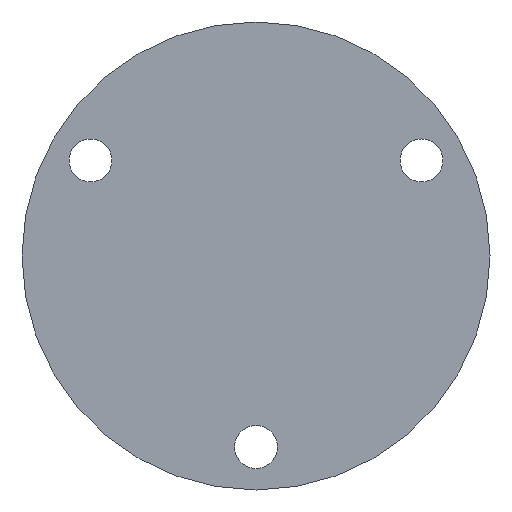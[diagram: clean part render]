
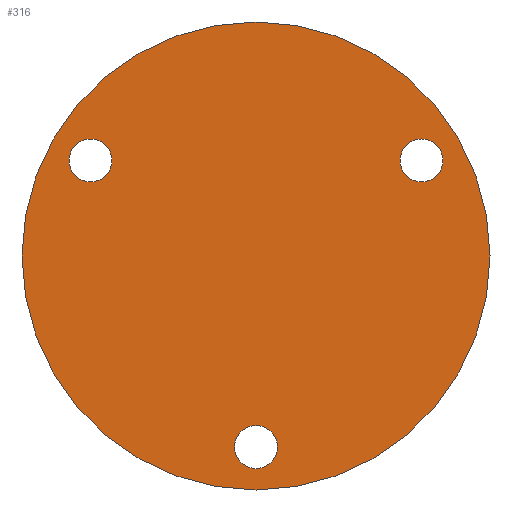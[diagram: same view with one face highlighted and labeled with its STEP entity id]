
A CAD part, front view. The second image highlights one B-rep face of the part: STEP entity #316.
In plain terms, the highlighted planar face has unit normal (0, -1, 0).
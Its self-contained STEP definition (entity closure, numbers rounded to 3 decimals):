
#3 = EDGE_CURVE ( 'NONE', #173, #206, #168, .T. ) ;
#5 = CARTESIAN_POINT ( 'NONE',  ( 42.435, 0., 30. ) ) ;
#6 = DIRECTION ( 'NONE',  ( 0., 0., 1. ) ) ;
#12 = AXIS2_PLACEMENT_3D ( 'NONE', #238, #323, #390 ) ;
#23 = VERTEX_POINT ( 'NONE', #5 ) ;
#26 = EDGE_LOOP ( 'NONE', ( #211, #297 ) ) ;
#35 = CARTESIAN_POINT ( 'NONE',  ( 0., 0., 0. ) ) ;
#38 = EDGE_CURVE ( 'NONE', #387, #299, #135, .T. ) ;
#39 = DIRECTION ( 'NONE',  ( 0., 0., 1. ) ) ;
#51 = VERTEX_POINT ( 'NONE', #279 ) ;
#52 = CARTESIAN_POINT ( 'NONE',  ( 0., 0., -54.5 ) ) ;
#53 = ORIENTED_EDGE ( 'NONE', *, *, #66, .T. ) ;
#54 = CARTESIAN_POINT ( 'NONE',  ( 0., 0., 0. ) ) ;
#66 = EDGE_CURVE ( 'NONE', #23, #51, #321, .T. ) ;
#74 = EDGE_CURVE ( 'NONE', #299, #387, #235, .T. ) ;
#77 = CIRCLE ( 'NONE', #385, 60. ) ;
#78 = FACE_BOUND ( 'NONE', #328, .T. ) ;
#79 = EDGE_LOOP ( 'NONE', ( #98, #391 ) ) ;
#80 = EDGE_LOOP ( 'NONE', ( #239, #326 ) ) ;
#95 = DIRECTION ( 'NONE',  ( 0., 0., 1. ) ) ;
#97 = AXIS2_PLACEMENT_3D ( 'NONE', #337, #335, #95 ) ;
#98 = ORIENTED_EDGE ( 'NONE', *, *, #38, .T. ) ;
#99 = DIRECTION ( 'NONE',  ( 0., 1., 0. ) ) ;
#101 = CARTESIAN_POINT ( 'NONE',  ( -42.435, 0., 19. ) ) ;
#107 = FACE_BOUND ( 'NONE', #79, .T. ) ;
#108 = CIRCLE ( 'NONE', #314, 5.5 ) ;
#118 = VERTEX_POINT ( 'NONE', #339 ) ;
#122 = EDGE_CURVE ( 'NONE', #118, #129, #203, .T. ) ;
#129 = VERTEX_POINT ( 'NONE', #353 ) ;
#135 = CIRCLE ( 'NONE', #97, 5.5 ) ;
#143 = PLANE ( 'NONE',  #253 ) ;
#155 = CARTESIAN_POINT ( 'NONE',  ( -42.435, 0., 24.5 ) ) ;
#161 = DIRECTION ( 'NONE',  ( 0., 1., 0. ) ) ;
#164 = CARTESIAN_POINT ( 'NONE',  ( -42.435, 0., 24.5 ) ) ;
#165 = CARTESIAN_POINT ( 'NONE',  ( 0., 0., 0. ) ) ;
#166 = DIRECTION ( 'NONE',  ( 0., 1., 0. ) ) ;
#168 = CIRCLE ( 'NONE', #375, 5.5 ) ;
#173 = VERTEX_POINT ( 'NONE', #101 ) ;
#184 = CARTESIAN_POINT ( 'NONE',  ( 0., 0., -49. ) ) ;
#187 = DIRECTION ( 'NONE',  ( 0., 1., 0. ) ) ;
#195 = EDGE_CURVE ( 'NONE', #129, #118, #77, .T. ) ;
#200 = DIRECTION ( 'NONE',  ( 0., 0., 1. ) ) ;
#203 = CIRCLE ( 'NONE', #334, 60. ) ;
#206 = VERTEX_POINT ( 'NONE', #378 ) ;
#210 = CARTESIAN_POINT ( 'NONE',  ( 0., 0., -43.5 ) ) ;
#211 = ORIENTED_EDGE ( 'NONE', *, *, #122, .F. ) ;
#215 = EDGE_CURVE ( 'NONE', #206, #173, #108, .T. ) ;
#219 = DIRECTION ( 'NONE',  ( 0., 0., 1. ) ) ;
#227 = DIRECTION ( 'NONE',  ( 0., 1., 0. ) ) ;
#230 = DIRECTION ( 'NONE',  ( 0., 0., 1. ) ) ;
#235 = CIRCLE ( 'NONE', #290, 5.5 ) ;
#238 = CARTESIAN_POINT ( 'NONE',  ( 42.435, 0., 24.5 ) ) ;
#239 = ORIENTED_EDGE ( 'NONE', *, *, #215, .T. ) ;
#248 = ORIENTED_EDGE ( 'NONE', *, *, #377, .T. ) ;
#253 = AXIS2_PLACEMENT_3D ( 'NONE', #54, #298, #386 ) ;
#255 = DIRECTION ( 'NONE',  ( 0., 1., 0. ) ) ;
#256 = CARTESIAN_POINT ( 'NONE',  ( 42.435, 0., 24.5 ) ) ;
#272 = FACE_OUTER_BOUND ( 'NONE', #26, .T. ) ;
#279 = CARTESIAN_POINT ( 'NONE',  ( 42.435, 0., 19. ) ) ;
#290 = AXIS2_PLACEMENT_3D ( 'NONE', #184, #255, #397 ) ;
#297 = ORIENTED_EDGE ( 'NONE', *, *, #195, .F. ) ;
#298 = DIRECTION ( 'NONE',  ( 0., 1., 0. ) ) ;
#299 = VERTEX_POINT ( 'NONE', #52 ) ;
#301 = CIRCLE ( 'NONE', #12, 5.5 ) ;
#314 = AXIS2_PLACEMENT_3D ( 'NONE', #164, #166, #200 ) ;
#316 = ADVANCED_FACE ( 'NONE', ( #388, #78, #107, #272 ), #143, .F. ) ;
#321 = CIRCLE ( 'NONE', #360, 5.5 ) ;
#323 = DIRECTION ( 'NONE',  ( 0., 1., 0. ) ) ;
#326 = ORIENTED_EDGE ( 'NONE', *, *, #3, .T. ) ;
#328 = EDGE_LOOP ( 'NONE', ( #53, #248 ) ) ;
#334 = AXIS2_PLACEMENT_3D ( 'NONE', #35, #161, #6 ) ;
#335 = DIRECTION ( 'NONE',  ( 0., 1., 0. ) ) ;
#337 = CARTESIAN_POINT ( 'NONE',  ( 0., 0., -49. ) ) ;
#339 = CARTESIAN_POINT ( 'NONE',  ( 0., 0., -60. ) ) ;
#353 = CARTESIAN_POINT ( 'NONE',  ( 0., 0., 60. ) ) ;
#360 = AXIS2_PLACEMENT_3D ( 'NONE', #256, #187, #219 ) ;
#375 = AXIS2_PLACEMENT_3D ( 'NONE', #155, #227, #39 ) ;
#377 = EDGE_CURVE ( 'NONE', #51, #23, #301, .T. ) ;
#378 = CARTESIAN_POINT ( 'NONE',  ( -42.435, 0., 30. ) ) ;
#385 = AXIS2_PLACEMENT_3D ( 'NONE', #165, #99, #230 ) ;
#386 = DIRECTION ( 'NONE',  ( 0., 0., 1. ) ) ;
#387 = VERTEX_POINT ( 'NONE', #210 ) ;
#388 = FACE_BOUND ( 'NONE', #80, .T. ) ;
#390 = DIRECTION ( 'NONE',  ( 0., 0., 1. ) ) ;
#391 = ORIENTED_EDGE ( 'NONE', *, *, #74, .T. ) ;
#397 = DIRECTION ( 'NONE',  ( 0., 0., 1. ) ) ;
